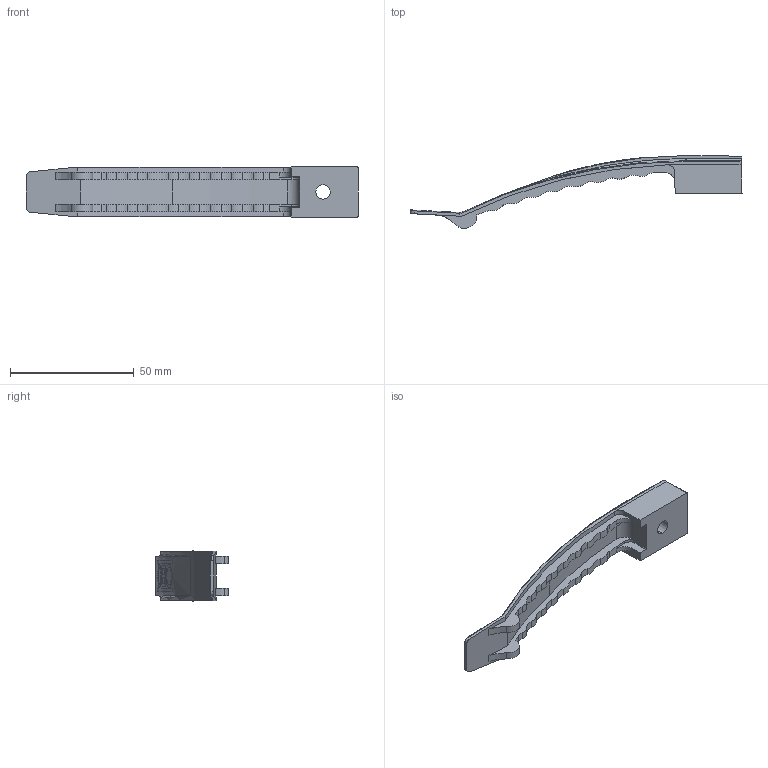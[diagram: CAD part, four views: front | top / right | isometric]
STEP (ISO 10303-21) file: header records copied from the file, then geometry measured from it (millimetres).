
FILE_DESCRIPTION((''),'2;1');
FILE_NAME('2205017','2013-11-15T',('AndreasKeweloh'),(''),'PRO/ENGINEER BY PARAMETRIC TECHNOLOGY CORPORATION, 2012360','PRO/ENGINEER BY PARAMETRIC TECHNOLOGY CORPORATION, 2012360','');
FILE_SCHEMA(('CONFIG_CONTROL_DESIGN'));
Length unit declared in the file: millimetre
Products named in the file (1): 2205017
Bounding box: 134.1 x 29.46 x 20.2 mm (x, y, z)
Surface area: 8855 mm2 (no closed solid volume)
Topology: 0 solids, 1 shells, 174 faces, 477 edges, 307 vertices
Faces by surface type: cylinder 91, plane 45, bspline 12, torus 10, extrusion 10, cone 6
Entity records: 6799 total; most frequent: CARTESIAN_POINT 2474, ORIENTED_EDGE 938, DIRECTION 839, EDGE_CURVE 471, AXIS2_PLACEMENT_3D 316, VERTEX_POINT 307, VECTOR 207, LINE 197
